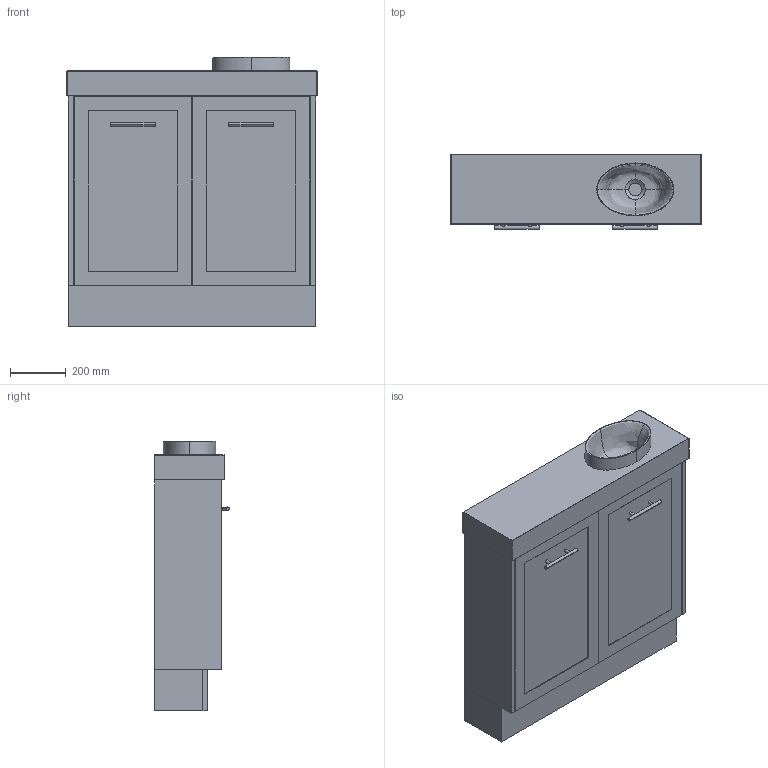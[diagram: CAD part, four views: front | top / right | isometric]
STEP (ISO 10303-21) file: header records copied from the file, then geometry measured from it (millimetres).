
FILE_DESCRIPTION(/* description */ (''),/* implementation_level */ '2;1');
FILE_NAME(/* name */ 'Kado Lux Mini (Floor Mount) 900R (90MM)',/* time_stamp */ '2025-07-09T15:02:23+10:00',/* author */ (''),/* organization */ (''),/* preprocessor_version */ 'ST-DEVELOPER v16.5',/* originating_system */ '',/* authorisation */ '');
FILE_SCHEMA (('AUTOMOTIVE_DESIGN'));
Length unit declared in the file: millimetre
Products named in the file (10): Document; Kado Lux Mini (Floor Mount) 900R (90MM); Kado Lux Mini Floor Mount ALL73; Kado Lux Mini FM 900 Carcass69; Kado Lux Mini FM 900 Carcass68; Cross Bar Handle 9623456789101112131415161718192021222324252627282930
31323334353637383940414243444546474849505152535455565758596061; Kado Lux Mini Benchtop ALL (90MM)7172; Kado Lux Mini Benchtop 900R (90MM)70; Kado Lux Mini Benchtop 900R (90MM); Joy636465
Assembly tree (10 placements, depth 5):
  Document
    Kado Lux Mini (Floor Mount) 900R (90MM)
      Kado Lux Mini Floor Mount ALL73
        Kado Lux Mini FM 900 Carcass69
          Kado Lux Mini FM 900 Carcass68
          Cross Bar Handle 9623456789101112131415161718192021222324252627282930
31323334353637383940414243444546474849505152535455565758596061  x2
      Kado Lux Mini Benchtop ALL (90MM)7172
        Kado Lux Mini Benchtop 900R (90MM)70
          Kado Lux Mini Benchtop 900R (90MM)
          Joy636465
Bounding box: 900 x 268 x 969.98 mm (x, y, z)
Volume: 60528225.4 mm3; surface area: 5539160.7 mm2
Topology: 13 solids, 13 shells, 179 faces, 384 edges, 230 vertices
Faces by surface type: plane 89, bspline 66, cylinder 24
Entity records: 33279 total; most frequent: CARTESIAN_POINT 30484, ORIENTED_EDGE 704, EDGE_CURVE 352, B_SPLINE_CURVE_WITH_KNOTS 298, VERTEX_POINT 214, EDGE_LOOP 172, ADVANCED_FACE 165, FACE_OUTER_BOUND 165
